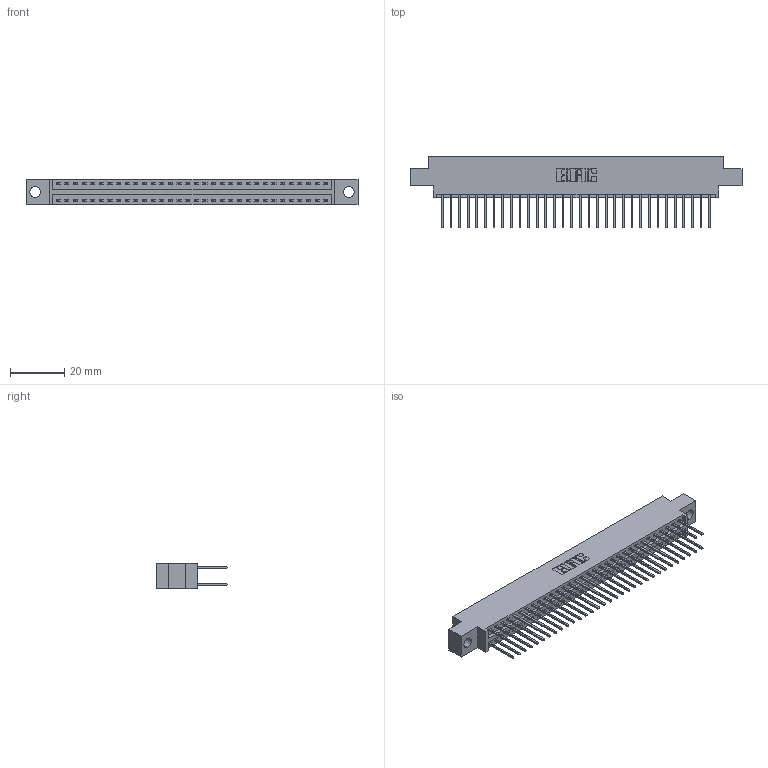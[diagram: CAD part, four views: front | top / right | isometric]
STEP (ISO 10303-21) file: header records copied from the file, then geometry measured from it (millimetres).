
FILE_DESCRIPTION (( 'STEP AP203' ), '1' );
FILE_NAME ('396-064-522-804.STEP', '2019-11-02T09:39:03', ( '' ), ( '' ), 'SwSTEP 2.0', 'SolidWorks 2016', '' );
FILE_SCHEMA (( 'CONFIG_CONTROL_DESIGN' ));
Length unit declared in the file: inch
Products named in the file (3): 346 Part_0.170 Offset - 0.156 Dia-TH; 345-292-001_345-293-122; 396-064-522-804
Assembly tree (65 placements, depth 2):
  396-064-522-804
    346 Part_0.170 Offset - 0.156 Dia-TH
    345-292-001_345-293-122  x64
Bounding box: 122.17 x 26.42 x 9.4 mm (x, y, z)
Volume: 11757.3 mm3; surface area: 16757.2 mm2
Topology: 65 solids, 65 shells, 3454 faces, 10261 edges, 6754 vertices
Faces by surface type: plane 2320, cylinder 1134
Entity records: 22383 total; most frequent: CARTESIAN_POINT 3704, ORIENTED_EDGE 3638, DIRECTION 3315, EDGE_CURVE 1819, VECTOR 1559, LINE 1559, VERTEX_POINT 1210, AXIS2_PLACEMENT_3D 878
